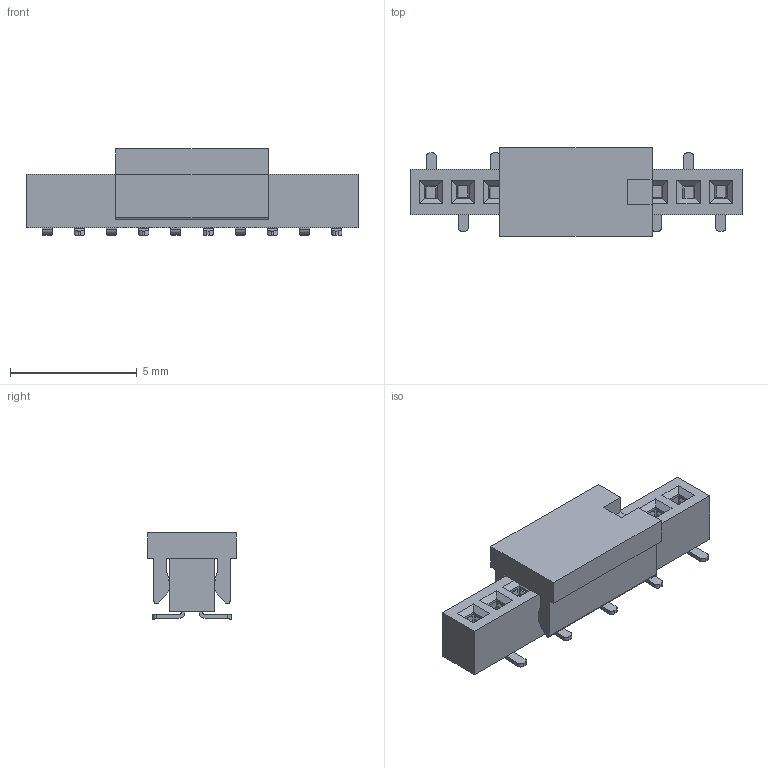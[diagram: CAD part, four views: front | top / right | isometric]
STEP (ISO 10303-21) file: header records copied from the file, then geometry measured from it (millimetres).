
FILE_DESCRIPTION( ('This file contains a STEP AP42 implementation' ,'as created by ZW3D STEP Interface translator.') ,'2;1' );
FILE_NAME( '2321-1XXMXXXUNX2.stp' ,'23 9 5. 91048', (''), ('ZWCAD Software Co.'), 'Version 1.0', 'ZW3D to STEP translator', '' );
FILE_SCHEMA(('AUTOMOTIVE_DESIGN { 1 0 10303 214 1 1 1 1 }'));
Length unit declared in the file: millimetre
Products named in the file (1): 0
Bounding box: 13.1 x 3.5 x 3.4 mm (x, y, z)
Volume: 70.1 mm3; surface area: 362.4 mm2
Topology: 2 solids, 2 shells, 1052 faces, 2928 edges, 1860 vertices
Faces by surface type: plane 666, cylinder 260, bspline 126
Entity records: 44887 total; most frequent: CARTESIAN_POINT 22513, ORIENTED_EDGE 5976, EDGE_CURVE 2928, B_SPLINE_CURVE_WITH_KNOTS 2634, DIRECTION 2200, VERTEX_POINT 1860, EDGE_LOOP 1092, FACE_OUTER_BOUND 1052
